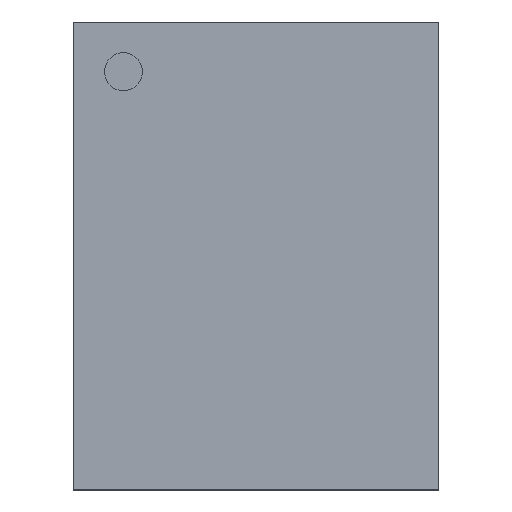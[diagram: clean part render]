
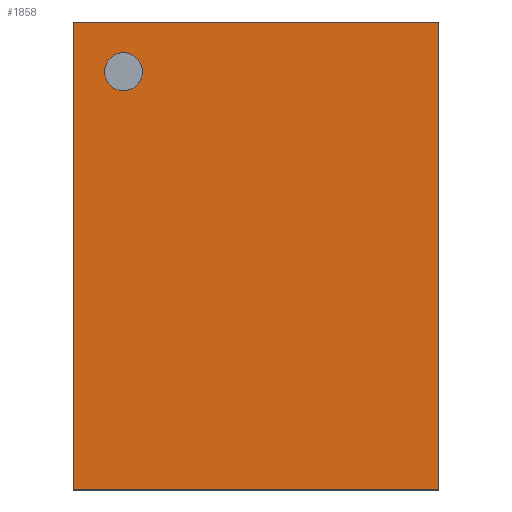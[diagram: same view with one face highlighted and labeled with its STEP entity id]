
A CAD part, top view. The second image highlights one B-rep face of the part: STEP entity #1858.
In plain terms, the highlighted planar face has unit normal (0, 0, 1).
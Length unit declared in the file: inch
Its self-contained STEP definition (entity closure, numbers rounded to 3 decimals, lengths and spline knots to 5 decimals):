
#1544 = VERTEX_POINT('',#1545);
#1545 = CARTESIAN_POINT('',(0.,0.,0.03543));
#1552 = PLANE('',#1553);
#1553 = AXIS2_PLACEMENT_3D('',#1554,#1555,#1556);
#1554 = CARTESIAN_POINT('',(0.,0.,0.));
#1555 = DIRECTION('',(1.,0.,-0.));
#1556 = DIRECTION('',(0.,0.,1.));
#1564 = PLANE('',#1565);
#1565 = AXIS2_PLACEMENT_3D('',#1566,#1567,#1568);
#1566 = CARTESIAN_POINT('',(0.,0.,0.));
#1567 = DIRECTION('',(-0.,1.,0.));
#1568 = DIRECTION('',(0.,0.,1.));
#1605 = VERTEX_POINT('',#1606);
#1606 = CARTESIAN_POINT('',(0.,0.12598,0.03543));
#1620 = PLANE('',#1621);
#1621 = AXIS2_PLACEMENT_3D('',#1622,#1623,#1624);
#1622 = CARTESIAN_POINT('',(0.,0.12598,0.));
#1623 = DIRECTION('',(-0.,1.,0.));
#1624 = DIRECTION('',(0.,0.,1.));
#1632 = EDGE_CURVE('',#1544,#1605,#1633,.T.);
#1633 = SURFACE_CURVE('',#1634,(#1638,#1645),.PCURVE_S1.);
#1634 = LINE('',#1635,#1636);
#1635 = CARTESIAN_POINT('',(0.,0.,0.03543));
#1636 = VECTOR('',#1637,0.03937);
#1637 = DIRECTION('',(-0.,1.,0.));
#1638 = PCURVE('',#1552,#1639);
#1639 = DEFINITIONAL_REPRESENTATION('',(#1640),#1644);
#1640 = LINE('',#1641,#1642);
#1641 = CARTESIAN_POINT('',(0.035,0.));
#1642 = VECTOR('',#1643,1.);
#1643 = DIRECTION('',(0.,-1.));
#1644 = ( GEOMETRIC_REPRESENTATION_CONTEXT(2) 
PARAMETRIC_REPRESENTATION_CONTEXT() REPRESENTATION_CONTEXT('2D SPACE',''
  ) );
#1645 = PCURVE('',#1646,#1651);
#1646 = PLANE('',#1647);
#1647 = AXIS2_PLACEMENT_3D('',#1648,#1649,#1650);
#1648 = CARTESIAN_POINT('',(0.,0.,0.03543));
#1649 = DIRECTION('',(0.,0.,1.));
#1650 = DIRECTION('',(1.,0.,-0.));
#1651 = DEFINITIONAL_REPRESENTATION('',(#1652),#1656);
#1652 = LINE('',#1653,#1654);
#1653 = CARTESIAN_POINT('',(0.,0.));
#1654 = VECTOR('',#1655,1.);
#1655 = DIRECTION('',(0.,1.));
#1656 = ( GEOMETRIC_REPRESENTATION_CONTEXT(2) 
PARAMETRIC_REPRESENTATION_CONTEXT() REPRESENTATION_CONTEXT('2D SPACE',''
  ) );
#1664 = VERTEX_POINT('',#1665);
#1665 = CARTESIAN_POINT('',(0.09843,0.,0.03543));
#1672 = PLANE('',#1673);
#1673 = AXIS2_PLACEMENT_3D('',#1674,#1675,#1676);
#1674 = CARTESIAN_POINT('',(0.09843,0.,0.));
#1675 = DIRECTION('',(1.,0.,-0.));
#1676 = DIRECTION('',(0.,0.,1.));
#1715 = VERTEX_POINT('',#1716);
#1716 = CARTESIAN_POINT('',(0.09843,0.12598,
    0.03543));
#1737 = EDGE_CURVE('',#1664,#1715,#1738,.T.);
#1738 = SURFACE_CURVE('',#1739,(#1743,#1750),.PCURVE_S1.);
#1739 = LINE('',#1740,#1741);
#1740 = CARTESIAN_POINT('',(0.09843,0.,0.03543));
#1741 = VECTOR('',#1742,0.03937);
#1742 = DIRECTION('',(0.,1.,0.));
#1743 = PCURVE('',#1672,#1744);
#1744 = DEFINITIONAL_REPRESENTATION('',(#1745),#1749);
#1745 = LINE('',#1746,#1747);
#1746 = CARTESIAN_POINT('',(0.035,0.));
#1747 = VECTOR('',#1748,1.);
#1748 = DIRECTION('',(0.,-1.));
#1749 = ( GEOMETRIC_REPRESENTATION_CONTEXT(2) 
PARAMETRIC_REPRESENTATION_CONTEXT() REPRESENTATION_CONTEXT('2D SPACE',''
  ) );
#1750 = PCURVE('',#1646,#1751);
#1751 = DEFINITIONAL_REPRESENTATION('',(#1752),#1756);
#1752 = LINE('',#1753,#1754);
#1753 = CARTESIAN_POINT('',(0.098,0.));
#1754 = VECTOR('',#1755,1.);
#1755 = DIRECTION('',(0.,1.));
#1756 = ( GEOMETRIC_REPRESENTATION_CONTEXT(2) 
PARAMETRIC_REPRESENTATION_CONTEXT() REPRESENTATION_CONTEXT('2D SPACE',''
  ) );
#1783 = EDGE_CURVE('',#1544,#1664,#1784,.T.);
#1784 = SURFACE_CURVE('',#1785,(#1789,#1796),.PCURVE_S1.);
#1785 = LINE('',#1786,#1787);
#1786 = CARTESIAN_POINT('',(0.,0.,0.03543));
#1787 = VECTOR('',#1788,0.03937);
#1788 = DIRECTION('',(1.,0.,-0.));
#1789 = PCURVE('',#1564,#1790);
#1790 = DEFINITIONAL_REPRESENTATION('',(#1791),#1795);
#1791 = LINE('',#1792,#1793);
#1792 = CARTESIAN_POINT('',(0.035,0.));
#1793 = VECTOR('',#1794,1.);
#1794 = DIRECTION('',(0.,1.));
#1795 = ( GEOMETRIC_REPRESENTATION_CONTEXT(2) 
PARAMETRIC_REPRESENTATION_CONTEXT() REPRESENTATION_CONTEXT('2D SPACE',''
  ) );
#1796 = PCURVE('',#1646,#1797);
#1797 = DEFINITIONAL_REPRESENTATION('',(#1798),#1802);
#1798 = LINE('',#1799,#1800);
#1799 = CARTESIAN_POINT('',(0.,0.));
#1800 = VECTOR('',#1801,1.);
#1801 = DIRECTION('',(1.,0.));
#1802 = ( GEOMETRIC_REPRESENTATION_CONTEXT(2) 
PARAMETRIC_REPRESENTATION_CONTEXT() REPRESENTATION_CONTEXT('2D SPACE',''
  ) );
#1830 = EDGE_CURVE('',#1605,#1715,#1831,.T.);
#1831 = SURFACE_CURVE('',#1832,(#1836,#1843),.PCURVE_S1.);
#1832 = LINE('',#1833,#1834);
#1833 = CARTESIAN_POINT('',(0.,0.12598,0.03543));
#1834 = VECTOR('',#1835,0.03937);
#1835 = DIRECTION('',(1.,0.,-0.));
#1836 = PCURVE('',#1620,#1837);
#1837 = DEFINITIONAL_REPRESENTATION('',(#1838),#1842);
#1838 = LINE('',#1839,#1840);
#1839 = CARTESIAN_POINT('',(0.035,0.));
#1840 = VECTOR('',#1841,1.);
#1841 = DIRECTION('',(0.,1.));
#1842 = ( GEOMETRIC_REPRESENTATION_CONTEXT(2) 
PARAMETRIC_REPRESENTATION_CONTEXT() REPRESENTATION_CONTEXT('2D SPACE',''
  ) );
#1843 = PCURVE('',#1646,#1844);
#1844 = DEFINITIONAL_REPRESENTATION('',(#1845),#1849);
#1845 = LINE('',#1846,#1847);
#1846 = CARTESIAN_POINT('',(0.,0.126));
#1847 = VECTOR('',#1848,1.);
#1848 = DIRECTION('',(1.,0.));
#1849 = ( GEOMETRIC_REPRESENTATION_CONTEXT(2) 
PARAMETRIC_REPRESENTATION_CONTEXT() REPRESENTATION_CONTEXT('2D SPACE',''
  ) );
#1858 = ADVANCED_FACE('',(#1859),#1646,.T.);
#1859 = FACE_BOUND('',#1860,.T.);
#1860 = EDGE_LOOP('',(#1861,#1862,#1863,#1864));
#1861 = ORIENTED_EDGE('',*,*,#1632,.F.);
#1862 = ORIENTED_EDGE('',*,*,#1783,.T.);
#1863 = ORIENTED_EDGE('',*,*,#1737,.T.);
#1864 = ORIENTED_EDGE('',*,*,#1830,.F.);
